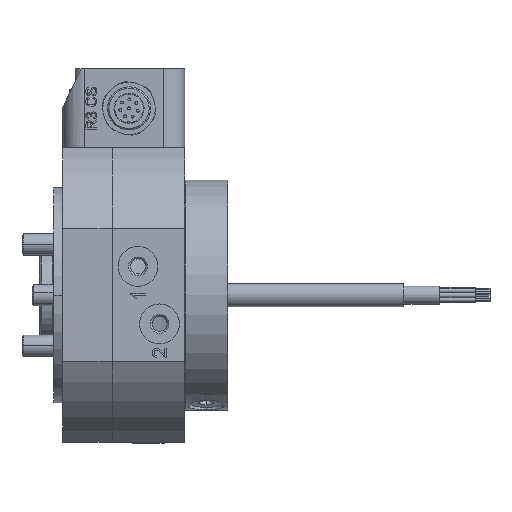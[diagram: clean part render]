
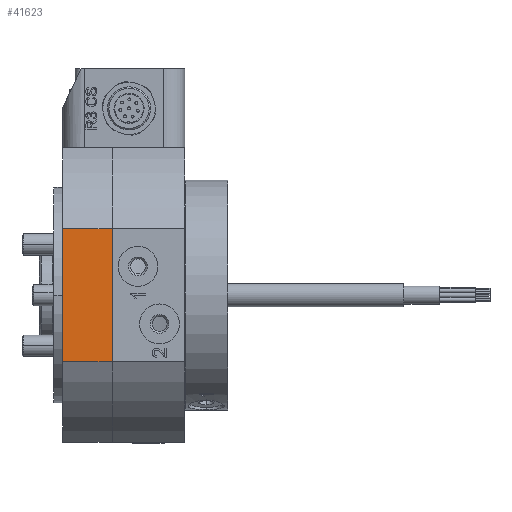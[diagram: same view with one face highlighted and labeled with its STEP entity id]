
A CAD part, left-side view. The second image highlights one B-rep face of the part: STEP entity #41623.
In plain terms, the highlighted planar face has unit normal (-1, 0, 0).
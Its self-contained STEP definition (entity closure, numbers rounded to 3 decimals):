
#712 = VECTOR ( 'NONE', #17452, 1000. ) ;
#2294 = DIRECTION ( 'NONE',  ( -1., 0., 0. ) ) ;
#2604 = CARTESIAN_POINT ( 'NONE',  ( -41., 11.6, 18.547 ) ) ;
#4047 = CARTESIAN_POINT ( 'NONE',  ( -41., 11.6, -18.547 ) ) ;
#4516 = CARTESIAN_POINT ( 'NONE',  ( -41., -16.3, -41. ) ) ;
#9199 = EDGE_CURVE ( 'NONE', #33310, #11698, #37160, .T. ) ;
#11698 = VERTEX_POINT ( 'NONE', #41943 ) ;
#12283 = DIRECTION ( 'NONE',  ( 0., 1., 0. ) ) ;
#12288 = CARTESIAN_POINT ( 'NONE',  ( -41., -16.3, 18.547 ) ) ;
#12502 = AXIS2_PLACEMENT_3D ( 'NONE', #18201, #2294, #24892 ) ;
#12503 = EDGE_CURVE ( 'NONE', #13953, #33310, #41002, .T. ) ;
#13953 = VERTEX_POINT ( 'NONE', #19365 ) ;
#17347 = ORIENTED_EDGE ( 'NONE', *, *, #12503, .T. ) ;
#17452 = DIRECTION ( 'NONE',  ( 0., 0., 1. ) ) ;
#18201 = CARTESIAN_POINT ( 'NONE',  ( -41., -16.3, -41. ) ) ;
#18702 = ORIENTED_EDGE ( 'NONE', *, *, #9199, .T. ) ;
#18983 = EDGE_LOOP ( 'NONE', ( #32937, #17347, #18702, #41723 ) ) ;
#19072 = VERTEX_POINT ( 'NONE', #12288 ) ;
#19365 = CARTESIAN_POINT ( 'NONE',  ( -41., -2.5, 18.547 ) ) ;
#20071 = FACE_OUTER_BOUND ( 'NONE', #18983, .T. ) ;
#21580 = CARTESIAN_POINT ( 'NONE',  ( -41., -2.5, -18.547 ) ) ;
#22952 = EDGE_CURVE ( 'NONE', #19072, #13953, #34850, .T. ) ;
#24892 = DIRECTION ( 'NONE',  ( 0., 0., 1. ) ) ;
#26256 = VECTOR ( 'NONE', #12283, 1000. ) ;
#28540 = VECTOR ( 'NONE', #39641, 1000. ) ;
#30939 = DIRECTION ( 'NONE',  ( 0., 0., -1. ) ) ;
#32937 = ORIENTED_EDGE ( 'NONE', *, *, #22952, .T. ) ;
#33310 = VERTEX_POINT ( 'NONE', #21580 ) ;
#34850 = LINE ( 'NONE', #2604, #26256 ) ;
#35114 = EDGE_CURVE ( 'NONE', #11698, #19072, #36091, .T. ) ;
#36091 = LINE ( 'NONE', #4516, #712 ) ;
#37160 = LINE ( 'NONE', #4047, #28540 ) ;
#37461 = CARTESIAN_POINT ( 'NONE',  ( -41., -2.5, 32.5 ) ) ;
#39641 = DIRECTION ( 'NONE',  ( 0., -1., 0. ) ) ;
#39990 = VECTOR ( 'NONE', #30939, 1000. ) ;
#41002 = LINE ( 'NONE', #37461, #39990 ) ;
#41011 = PLANE ( 'NONE',  #12502 ) ;
#41623 = ADVANCED_FACE ( 'NONE', ( #20071 ), #41011, .T. ) ;
#41723 = ORIENTED_EDGE ( 'NONE', *, *, #35114, .T. ) ;
#41943 = CARTESIAN_POINT ( 'NONE',  ( -41., -16.3, -18.547 ) ) ;
